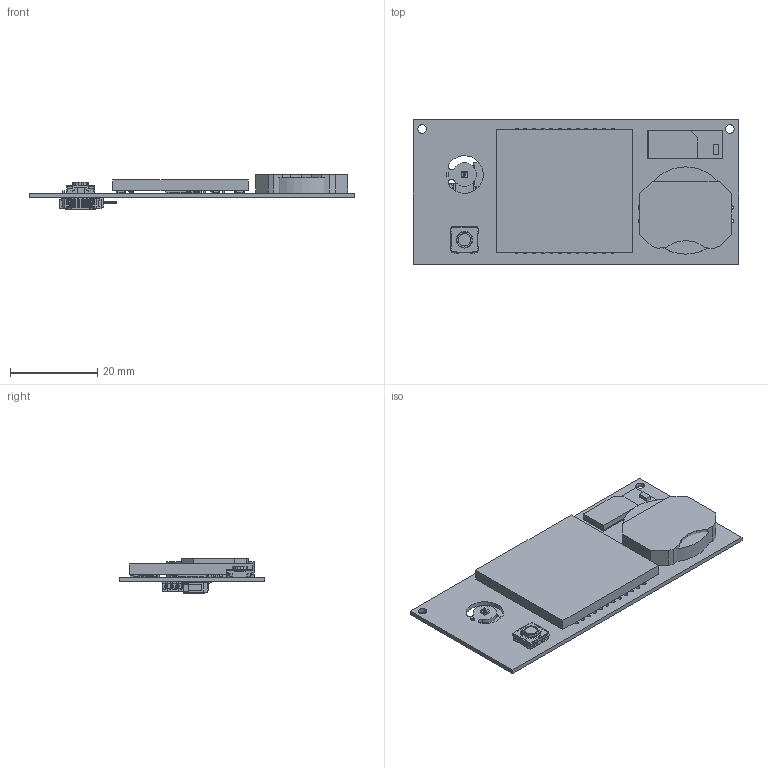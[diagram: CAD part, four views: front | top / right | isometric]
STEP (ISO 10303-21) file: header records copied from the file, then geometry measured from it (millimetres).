
FILE_DESCRIPTION(('Open CASCADE Model'),'2;1');
FILE_NAME('Open CASCADE Shape Model','2020-12-09T10:53:55',('Author'),( 'Open CASCADE'),'Open CASCADE STEP processor 6.8','Open CASCADE 6.8' ,'Unknown');
FILE_SCHEMA(('AUTOMOTIVE_DESIGN { 1 0 10303 214 1 1 1 1 }'));
Length unit declared in the file: millimetre
Products named in the file (106): PCB; Board; Open CASCADE STEP translator 6.8 10.1.1; Sen1; 140509-01_Publikationsmodell_SHT4x; ST4; pcb_connector_850-10-004-40-251101; LCD1; 6767568400; Extruded; IC2; 6767565040; 6767573200; 6767564960; C13; 7708958592; Terminal; Open_CASCADE_STEP_translator_6.8_52.1.1; Open_CASCADE_STEP_translator_6.8_52.1.2; Mid_Body; Open_CASCADE_STEP_translator_6.8_52.2.1; C12; 7657694816; C11; C10; BAT1; 6767571600; Cylinder; 6767566240; C1; 7736197040; Open_CASCADE_STEP_translator_6.8_50.1.1; Open_CASCADE_STEP_translator_6.8_50.1.2; Open_CASCADE_STEP_translator_6.8_50.2.1; C2; 7736195680; C3; C4; 7736196480; C5 ...
Assembly tree (166 placements, depth 5):
  PCB
    Board
      Open CASCADE STEP translator 6.8 10.1.1
    Sen1
      140509-01_Publikationsmodell_SHT4x
    ST4
      pcb_connector_850-10-004-40-251101
    LCD1
      6767568400
        Extruded
    IC2
      6767565040
        Extruded
      6767573200
        Extruded
      6767564960
        Extruded
    C13
      7708958592
        Terminal
          Open_CASCADE_STEP_translator_6.8_52.1.1
          Open_CASCADE_STEP_translator_6.8_52.1.2
        Mid_Body
          Open_CASCADE_STEP_translator_6.8_52.2.1
    C12
      7657694816
        Terminal
          Open_CASCADE_STEP_translator_6.8_52.1.1
          Open_CASCADE_STEP_translator_6.8_52.1.2
        Mid_Body
          Open_CASCADE_STEP_translator_6.8_52.2.1
    C11
      7657694816
        Terminal
          Open_CASCADE_STEP_translator_6.8_52.1.1
          Open_CASCADE_STEP_translator_6.8_52.1.2
        Mid_Body
          Open_CASCADE_STEP_translator_6.8_52.2.1
    C10
      7657694816
        Terminal
          Open_CASCADE_STEP_translator_6.8_52.1.1
          Open_CASCADE_STEP_translator_6.8_52.1.2
        Mid_Body
          Open_CASCADE_STEP_translator_6.8_52.2.1
    BAT1
      6767571600
        Cylinder
      6767566240
        Extruded
    C1
      7736197040
        Terminal
          Open_CASCADE_STEP_translator_6.8_50.1.1
          Open_CASCADE_STEP_translator_6.8_50.1.2
        Mid_Body
          Open_CASCADE_STEP_translator_6.8_50.2.1
    C2
      7736195680
        Terminal
Bounding box: 74.5 x 33.1 x 7.91 mm (x, y, z)
Volume: 7378 mm3; surface area: 10377.6 mm2
Topology: 133 solids, 134 shells, 2704 faces, 6465 edges, 3885 vertices
Faces by surface type: plane 1911, cylinder 529, sphere 160, bspline 77, torus 20, cone 7
Full cylindrical faces by diameter (mm): 0.8 x24, 0.875 x1, 1 x4, 2 x2, 20 x1
Entity records: 53328 total; most frequent: CARTESIAN_POINT 12494, ORIENTED_EDGE 7465, DIRECTION 7280, EDGE_CURVE 3733, LINE 2914, VECTOR 2914, VERTEX_POINT 2397, AXIS2_PLACEMENT_3D 2183
